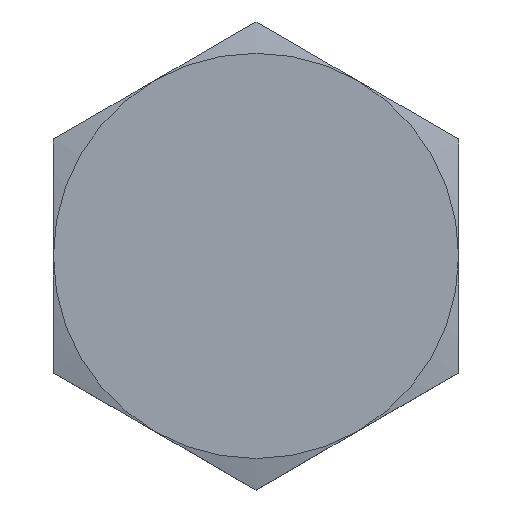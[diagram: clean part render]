
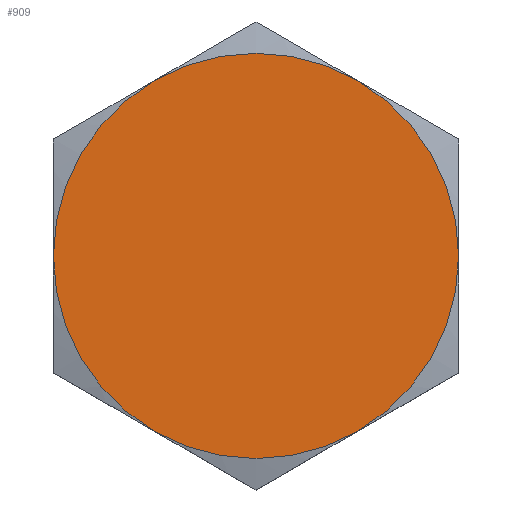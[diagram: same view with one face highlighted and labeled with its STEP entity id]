
A CAD part, top view. The second image highlights one B-rep face of the part: STEP entity #909.
In plain terms, the highlighted planar face has unit normal (0, 0, 1).
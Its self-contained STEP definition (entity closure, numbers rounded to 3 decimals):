
#353=CARTESIAN_POINT('',(9.,-15.588,26.0));
#354=VERTEX_POINT('',#353);
#407=CARTESIAN_POINT('',(18.,0.,26.0));
#408=VERTEX_POINT('',#407);
#454=CARTESIAN_POINT('',(9.,15.588,26.0));
#455=VERTEX_POINT('',#454);
#493=CARTESIAN_POINT('',(0.,0.,26.0));
#494=DIRECTION('',(0.0,0.0,1.0));
#495=DIRECTION('',(-1.0,0.0,0.0));
#496=AXIS2_PLACEMENT_3D('',#493,#494,#495);
#497=CIRCLE('',#496,18.0);
#498=EDGE_CURVE('',#408,#455,#497,.T.);
#510=CARTESIAN_POINT('',(0.,0.,26.0));
#511=DIRECTION('',(0.0,0.0,1.0));
#512=DIRECTION('',(-1.0,0.0,0.0));
#513=AXIS2_PLACEMENT_3D('',#510,#511,#512);
#514=CIRCLE('',#513,18.0);
#515=EDGE_CURVE('',#354,#408,#514,.T.);
#525=CARTESIAN_POINT('',(-9.,-15.588,26.0));
#526=VERTEX_POINT('',#525);
#541=CARTESIAN_POINT('',(0.,0.,26.0));
#542=DIRECTION('',(0.0,0.0,1.0));
#543=DIRECTION('',(-1.0,0.0,0.0));
#544=AXIS2_PLACEMENT_3D('',#541,#542,#543);
#545=CIRCLE('',#544,18.0);
#546=EDGE_CURVE('',#526,#354,#545,.T.);
#571=CARTESIAN_POINT('',(-18.,0.,26.0));
#572=VERTEX_POINT('',#571);
#573=CARTESIAN_POINT('',(0.,0.,26.0));
#574=DIRECTION('',(0.0,0.0,1.0));
#575=DIRECTION('',(-1.0,0.0,0.0));
#576=AXIS2_PLACEMENT_3D('',#573,#574,#575);
#577=CIRCLE('',#576,18.0);
#578=EDGE_CURVE('',#572,#526,#577,.T.);
#616=CARTESIAN_POINT('',(-9.,15.588,26.0));
#617=VERTEX_POINT('',#616);
#618=CARTESIAN_POINT('',(0.,0.,26.0));
#619=DIRECTION('',(0.0,0.0,1.0));
#620=DIRECTION('',(-1.0,0.0,0.0));
#621=AXIS2_PLACEMENT_3D('',#618,#619,#620);
#622=CIRCLE('',#621,18.0);
#623=EDGE_CURVE('',#617,#572,#622,.T.);
#659=CARTESIAN_POINT('',(0.,0.,26.0));
#660=DIRECTION('',(0.0,0.0,1.0));
#661=DIRECTION('',(-1.0,0.0,0.0));
#662=AXIS2_PLACEMENT_3D('',#659,#660,#661);
#663=CIRCLE('',#662,18.0);
#664=EDGE_CURVE('',#455,#617,#663,.T.);
#896=CARTESIAN_POINT('',(0.,0.,26.0));
#897=DIRECTION('',(0.0,0.0,1.0));
#898=DIRECTION('',(1.0,0.0,0.0));
#899=AXIS2_PLACEMENT_3D('',#896,#897,#898);
#900=PLANE('',#899);
#901=ORIENTED_EDGE('',*,*,#664,.T.);
#902=ORIENTED_EDGE('',*,*,#623,.T.);
#903=ORIENTED_EDGE('',*,*,#578,.T.);
#904=ORIENTED_EDGE('',*,*,#546,.T.);
#905=ORIENTED_EDGE('',*,*,#515,.T.);
#906=ORIENTED_EDGE('',*,*,#498,.T.);
#907=EDGE_LOOP('',(#901,#902,#903,#904,#905,#906));
#908=FACE_OUTER_BOUND('',#907,.T.);
#909=ADVANCED_FACE('',(#908),#900,.T.);
